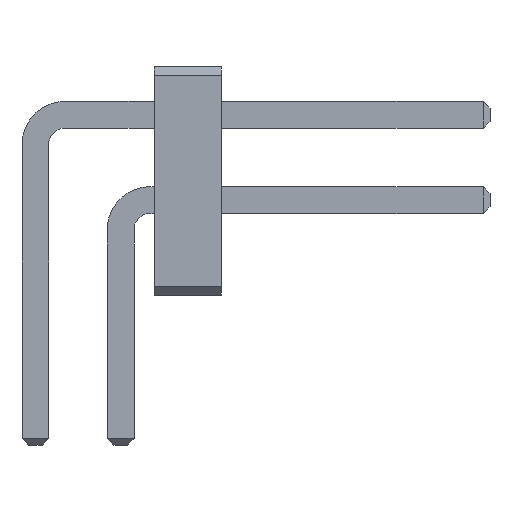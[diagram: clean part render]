
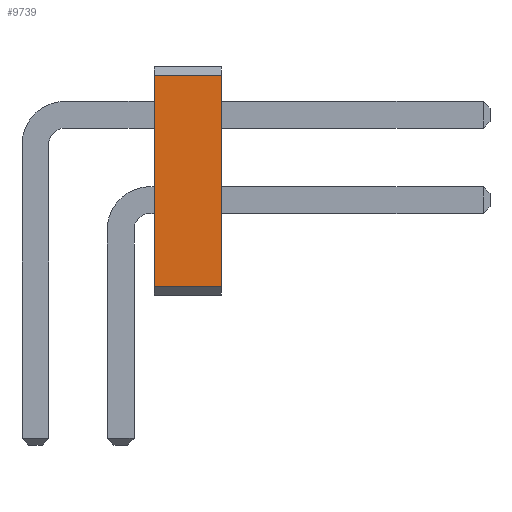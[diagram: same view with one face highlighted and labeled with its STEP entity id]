
A CAD part, front view. The second image highlights one B-rep face of the part: STEP entity #9739.
In plain terms, the highlighted planar face has unit normal (0, -1, 0).
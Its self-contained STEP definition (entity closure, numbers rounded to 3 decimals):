
#767 = VERTEX_POINT('',#768);
#768 = CARTESIAN_POINT('',(2.77,-36.195,2.708));
#774 = EDGE_CURVE('',#775,#767,#777,.T.);
#775 = VERTEX_POINT('',#776);
#776 = CARTESIAN_POINT('',(2.77,-36.195,-0.438));
#777 = LINE('',#778,#779);
#778 = CARTESIAN_POINT('',(2.77,-36.195,-0.565));
#779 = VECTOR('',#780,1.);
#780 = DIRECTION('',(0.,0.,1.));
#4171 = VERTEX_POINT('',#4172);
#4172 = CARTESIAN_POINT('',(1.77,-36.195,-0.438));
#4178 = EDGE_CURVE('',#4171,#4179,#4181,.T.);
#4179 = VERTEX_POINT('',#4180);
#4180 = CARTESIAN_POINT('',(1.77,-36.195,2.708));
#4181 = LINE('',#4182,#4183);
#4182 = CARTESIAN_POINT('',(1.77,-36.195,-0.565));
#4183 = VECTOR('',#4184,1.);
#4184 = DIRECTION('',(0.,0.,1.));
#9729 = EDGE_CURVE('',#775,#4171,#9730,.T.);
#9730 = LINE('',#9731,#9732);
#9731 = CARTESIAN_POINT('',(2.77,-36.195,-0.438));
#9732 = VECTOR('',#9733,1.);
#9733 = DIRECTION('',(-1.,0.,0.));
#9739 = ADVANCED_FACE('',(#9740),#9751,.F.);
#9740 = FACE_BOUND('',#9741,.F.);
#9741 = EDGE_LOOP('',(#9742,#9743,#9744,#9745));
#9742 = ORIENTED_EDGE('',*,*,#774,.F.);
#9743 = ORIENTED_EDGE('',*,*,#9729,.T.);
#9744 = ORIENTED_EDGE('',*,*,#4178,.T.);
#9745 = ORIENTED_EDGE('',*,*,#9746,.F.);
#9746 = EDGE_CURVE('',#767,#4179,#9747,.T.);
#9747 = LINE('',#9748,#9749);
#9748 = CARTESIAN_POINT('',(2.77,-36.195,2.708));
#9749 = VECTOR('',#9750,1.);
#9750 = DIRECTION('',(-1.,0.,0.));
#9751 = PLANE('',#9752);
#9752 = AXIS2_PLACEMENT_3D('',#9753,#9754,#9755);
#9753 = CARTESIAN_POINT('',(2.77,-36.195,-0.565));
#9754 = DIRECTION('',(0.,1.,0.));
#9755 = DIRECTION('',(0.,0.,1.));
